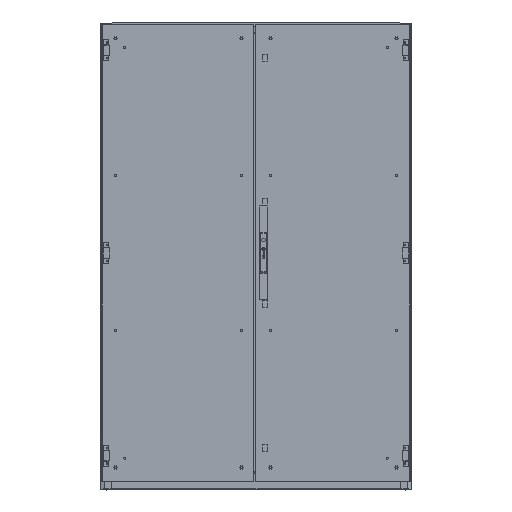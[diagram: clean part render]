
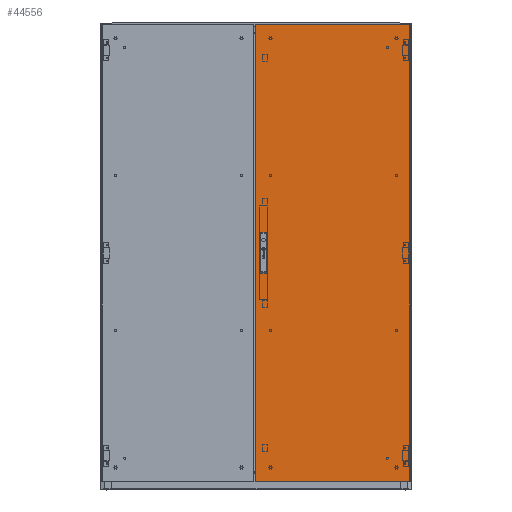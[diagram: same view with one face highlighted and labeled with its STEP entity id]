
A CAD part, top view. The second image highlights one B-rep face of the part: STEP entity #44556.
In plain terms, the highlighted planar face has unit normal (0, 0, 1).
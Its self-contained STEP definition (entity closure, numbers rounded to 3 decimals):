
#1710 = VECTOR ( 'NONE', #60126, 1000. ) ;
#2246 = EDGE_CURVE ( 'NONE', #68386, #19480, #102067, .T. ) ;
#3935 = CARTESIAN_POINT ( 'NONE',  ( -300., 883.5, 0. ) ) ;
#7708 = CARTESIAN_POINT ( 'NONE',  ( -283.2, 78.5, 0. ) ) ;
#7722 = CARTESIAN_POINT ( 'NONE',  ( -283.2, -78.5, 0. ) ) ;
#8830 = VERTEX_POINT ( 'NONE', #94872 ) ;
#10001 = PLANE ( 'NONE',  #106738 ) ;
#13435 = LINE ( 'NONE', #93397, #141646 ) ;
#19480 = VERTEX_POINT ( 'NONE', #141100 ) ;
#19746 = EDGE_CURVE ( 'NONE', #19480, #57196, #37484, .T. ) ;
#20127 = CARTESIAN_POINT ( 'NONE',  ( 300., 883.5, 0. ) ) ;
#24298 = FACE_OUTER_BOUND ( 'NONE', #108772, .T. ) ;
#24652 = CARTESIAN_POINT ( 'NONE',  ( -283.2, -78.5, 0. ) ) ;
#35576 = ORIENTED_EDGE ( 'NONE', *, *, #69863, .T. ) ;
#36055 = VECTOR ( 'NONE', #144490, 1000. ) ;
#37484 = LINE ( 'NONE', #60076, #99581 ) ;
#40619 = VECTOR ( 'NONE', #82056, 1000. ) ;
#44556 = ADVANCED_FACE ( 'NONE', ( #24298, #152547 ), #10001, .T. ) ;
#47551 = DIRECTION ( 'NONE',  ( 1., 0., 0. ) ) ;
#54583 = ORIENTED_EDGE ( 'NONE', *, *, #19746, .T. ) ;
#54753 = EDGE_LOOP ( 'NONE', ( #108783, #118137, #35576, #59814 ) ) ;
#57196 = VERTEX_POINT ( 'NONE', #3935 ) ;
#58385 = ORIENTED_EDGE ( 'NONE', *, *, #153666, .T. ) ;
#59814 = ORIENTED_EDGE ( 'NONE', *, *, #119110, .F. ) ;
#60076 = CARTESIAN_POINT ( 'NONE',  ( -300., 883.5, 0. ) ) ;
#60126 = DIRECTION ( 'NONE',  ( 0., -1., 0. ) ) ;
#65244 = EDGE_CURVE ( 'NONE', #77776, #115182, #67690, .T. ) ;
#67690 = LINE ( 'NONE', #134551, #1710 ) ;
#68386 = VERTEX_POINT ( 'NONE', #142864 ) ;
#69441 = DIRECTION ( 'NONE',  ( 1., 0., 0. ) ) ;
#69863 = EDGE_CURVE ( 'NONE', #8830, #82284, #153048, .T. ) ;
#72635 = VECTOR ( 'NONE', #74915, 1000. ) ;
#73468 = LINE ( 'NONE', #7722, #40619 ) ;
#74915 = DIRECTION ( 'NONE',  ( 1., 0., 0. ) ) ;
#77776 = VERTEX_POINT ( 'NONE', #7708 ) ;
#79865 = CARTESIAN_POINT ( 'NONE',  ( -300., 883.5, 0. ) ) ;
#82056 = DIRECTION ( 'NONE',  ( 1., 0., 0. ) ) ;
#82284 = VERTEX_POINT ( 'NONE', #125205 ) ;
#83792 = VECTOR ( 'NONE', #129906, 1000. ) ;
#90203 = DIRECTION ( 'NONE',  ( 0., -1., 0. ) ) ;
#93397 = CARTESIAN_POINT ( 'NONE',  ( -300., -883.5, 0. ) ) ;
#94872 = CARTESIAN_POINT ( 'NONE',  ( -252.8, 78.5, 0. ) ) ;
#97527 = DIRECTION ( 'NONE',  ( -1., 0., 0. ) ) ;
#97692 = ORIENTED_EDGE ( 'NONE', *, *, #131817, .T. ) ;
#99581 = VECTOR ( 'NONE', #97527, 1000. ) ;
#102067 = LINE ( 'NONE', #20127, #36055 ) ;
#106738 = AXIS2_PLACEMENT_3D ( 'NONE', #121328, #121863, #47551 ) ;
#108772 = EDGE_LOOP ( 'NONE', ( #143806, #54583, #97692, #58385 ) ) ;
#108783 = ORIENTED_EDGE ( 'NONE', *, *, #65244, .F. ) ;
#115182 = VERTEX_POINT ( 'NONE', #24652 ) ;
#116094 = VECTOR ( 'NONE', #90203, 1000. ) ;
#116916 = LINE ( 'NONE', #79865, #83792 ) ;
#118137 = ORIENTED_EDGE ( 'NONE', *, *, #142983, .T. ) ;
#119110 = EDGE_CURVE ( 'NONE', #115182, #82284, #73468, .T. ) ;
#121328 = CARTESIAN_POINT ( 'NONE',  ( 0., 0., 0. ) ) ;
#121863 = DIRECTION ( 'NONE',  ( 0., 0., 1. ) ) ;
#125205 = CARTESIAN_POINT ( 'NONE',  ( -252.8, -78.5, 0. ) ) ;
#127750 = CARTESIAN_POINT ( 'NONE',  ( -252.8, 0., 0. ) ) ;
#129906 = DIRECTION ( 'NONE',  ( 0., -1., 0. ) ) ;
#131817 = EDGE_CURVE ( 'NONE', #57196, #140046, #116916, .T. ) ;
#134551 = CARTESIAN_POINT ( 'NONE',  ( -283.2, 0., 0. ) ) ;
#136939 = CARTESIAN_POINT ( 'NONE',  ( -283.2, 78.5, 0. ) ) ;
#140046 = VERTEX_POINT ( 'NONE', #145428 ) ;
#141100 = CARTESIAN_POINT ( 'NONE',  ( 300., 883.5, 0. ) ) ;
#141646 = VECTOR ( 'NONE', #69441, 1000. ) ;
#142732 = LINE ( 'NONE', #136939, #72635 ) ;
#142864 = CARTESIAN_POINT ( 'NONE',  ( 300., -883.5, 0. ) ) ;
#142983 = EDGE_CURVE ( 'NONE', #77776, #8830, #142732, .T. ) ;
#143806 = ORIENTED_EDGE ( 'NONE', *, *, #2246, .T. ) ;
#144490 = DIRECTION ( 'NONE',  ( 0., 1., 0. ) ) ;
#145428 = CARTESIAN_POINT ( 'NONE',  ( -300., -883.5, 0. ) ) ;
#152547 = FACE_BOUND ( 'NONE', #54753, .T. ) ;
#153048 = LINE ( 'NONE', #127750, #116094 ) ;
#153666 = EDGE_CURVE ( 'NONE', #140046, #68386, #13435, .T. ) ;
